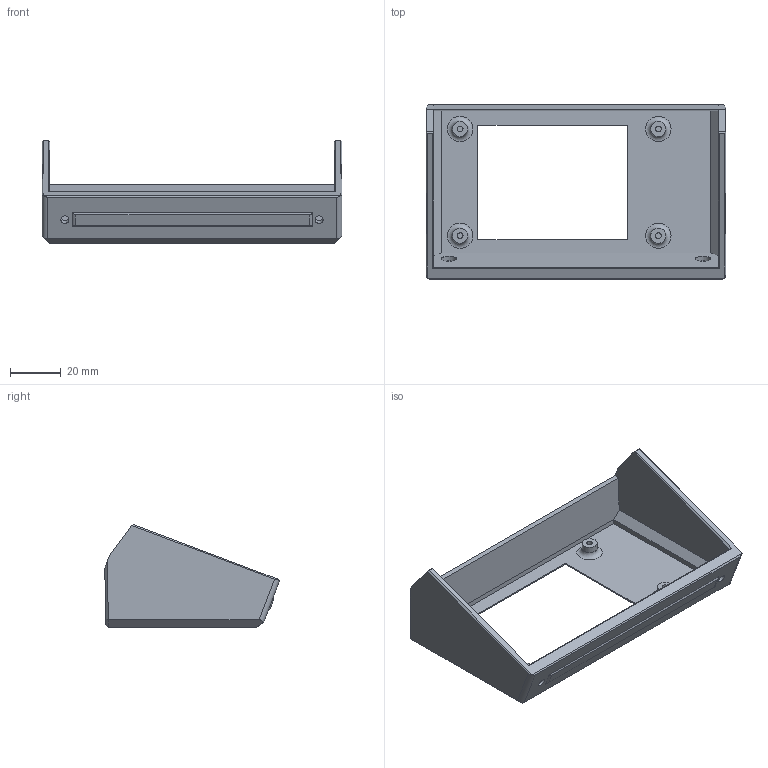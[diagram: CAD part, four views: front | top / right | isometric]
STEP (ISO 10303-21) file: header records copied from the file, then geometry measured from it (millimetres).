
FILE_DESCRIPTION(('FreeCAD Model'),'2;1');
FILE_NAME('Open CASCADE Shape Model','2024-02-17T18:45:08',(''),(''), 'Open CASCADE STEP processor 7.6','FreeCAD','Unknown');
FILE_SCHEMA(('AUTOMOTIVE_DESIGN { 1 0 10303 214 1 1 1 1 }'));
Length unit declared in the file: millimetre
Products named in the file (1): Body003
Bounding box: 118 x 68.63 x 40.48 mm (x, y, z)
Volume: 39411.4 mm3; surface area: 26373.8 mm2
Topology: 1 solids, 1 shells, 79 faces, 186 edges, 120 vertices
Faces by surface type: plane 59, cylinder 16, torus 4
Full cylindrical faces by diameter (mm): 2.3 x4, 3.2 x2, 6 x6
Entity records: 2304 total; most frequent: CARTESIAN_POINT 450, ORIENTED_EDGE 372, DIRECTION 368, EDGE_CURVE 186, LINE 124, VECTOR 124, AXIS2_PLACEMENT_3D 122, VERTEX_POINT 120
